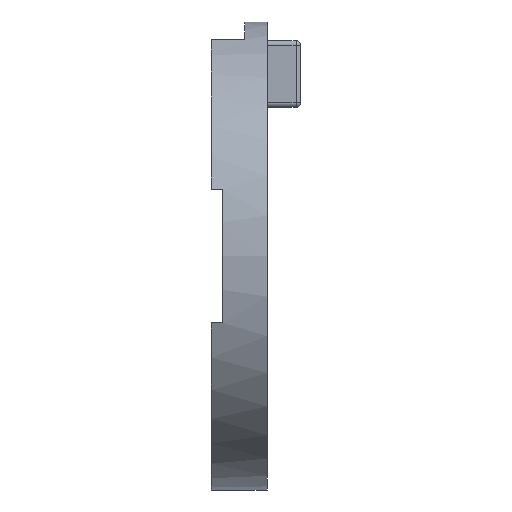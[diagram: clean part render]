
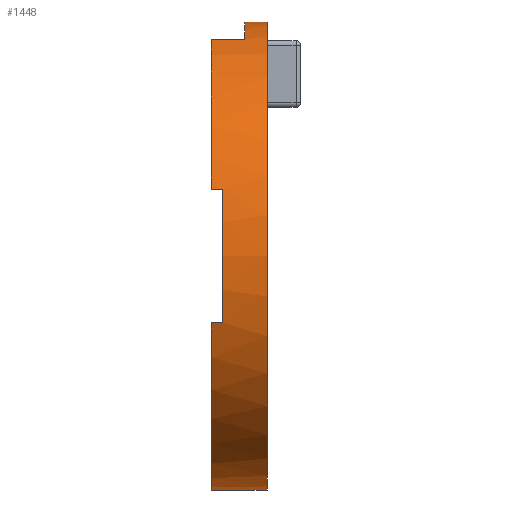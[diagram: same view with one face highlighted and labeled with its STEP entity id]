
A CAD part, left-side view. The second image highlights one B-rep face of the part: STEP entity #1448.
In plain terms, the highlighted cylindrical face has radius 10.5 mm (diameter 21 mm), a partial arc.
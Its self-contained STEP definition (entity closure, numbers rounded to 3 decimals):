
#5 = CARTESIAN_POINT ( 'NONE',  ( 0., 2.5, 0. ) ) ;
#8 = ORIENTED_EDGE ( 'NONE', *, *, #238, .F. ) ;
#46 = DIRECTION ( 'NONE',  ( 0., 0., 1. ) ) ;
#66 = CARTESIAN_POINT ( 'NONE',  ( -10.062, 2.5, -3. ) ) ;
#84 = LINE ( 'NONE', #245, #2159 ) ;
#90 = LINE ( 'NONE', #959, #1995 ) ;
#93 = AXIS2_PLACEMENT_3D ( 'NONE', #316, #2390, #536 ) ;
#119 = EDGE_LOOP ( 'NONE', ( #1114, #8, #1437, #785, #1319, #368, #373, #1002, #634, #471 ) ) ;
#143 = VERTEX_POINT ( 'NONE', #1134 ) ;
#158 = AXIS2_PLACEMENT_3D ( 'NONE', #1408, #2284, #46 ) ;
#198 = DIRECTION ( 'NONE',  ( 0., 1., 0. ) ) ;
#223 = VERTEX_POINT ( 'NONE', #1118 ) ;
#238 = EDGE_CURVE ( 'NONE', #223, #1285, #397, .T. ) ;
#245 = CARTESIAN_POINT ( 'NONE',  ( 0., 2.5, -10.5 ) ) ;
#288 = CIRCLE ( 'NONE', #1222, 10.5 ) ;
#316 = CARTESIAN_POINT ( 'NONE',  ( 0., 2.5, 0. ) ) ;
#368 = ORIENTED_EDGE ( 'NONE', *, *, #1740, .T. ) ;
#372 = CARTESIAN_POINT ( 'NONE',  ( -10.062, 2.5, 3. ) ) ;
#373 = ORIENTED_EDGE ( 'NONE', *, *, #1185, .T. ) ;
#393 = DIRECTION ( 'NONE',  ( 0., 0., 1. ) ) ;
#397 = CIRCLE ( 'NONE', #650, 10.5 ) ;
#429 = DIRECTION ( 'NONE',  ( 0., 0., -1. ) ) ;
#471 = ORIENTED_EDGE ( 'NONE', *, *, #887, .T. ) ;
#519 = VERTEX_POINT ( 'NONE', #1637 ) ;
#536 = DIRECTION ( 'NONE',  ( 0., 0., 1. ) ) ;
#623 = DIRECTION ( 'NONE',  ( 0., 0., 1. ) ) ;
#634 = ORIENTED_EDGE ( 'NONE', *, *, #1728, .T. ) ;
#650 = AXIS2_PLACEMENT_3D ( 'NONE', #944, #1874, #623 ) ;
#750 = EDGE_CURVE ( 'NONE', #223, #773, #90, .T. ) ;
#766 = LINE ( 'NONE', #372, #1217 ) ;
#773 = VERTEX_POINT ( 'NONE', #2459 ) ;
#785 = ORIENTED_EDGE ( 'NONE', *, *, #1924, .F. ) ;
#887 = EDGE_CURVE ( 'NONE', #1158, #2419, #2166, .T. ) ;
#907 = CARTESIAN_POINT ( 'NONE',  ( -10.062, 2.5, 3. ) ) ;
#912 = DIRECTION ( 'NONE',  ( 0., 1., 0. ) ) ;
#916 = LINE ( 'NONE', #1996, #2077 ) ;
#944 = CARTESIAN_POINT ( 'NONE',  ( 0., 1., 0. ) ) ;
#959 = CARTESIAN_POINT ( 'NONE',  ( -4., 1., 9.708 ) ) ;
#976 = DIRECTION ( 'NONE',  ( 0., -1., 0. ) ) ;
#996 = AXIS2_PLACEMENT_3D ( 'NONE', #1522, #2233, #1872 ) ;
#1002 = ORIENTED_EDGE ( 'NONE', *, *, #2163, .F. ) ;
#1042 = VERTEX_POINT ( 'NONE', #66 ) ;
#1082 = DIRECTION ( 'NONE',  ( 0., -1., 0. ) ) ;
#1091 = CARTESIAN_POINT ( 'NONE',  ( 0., 0., -10.5 ) ) ;
#1114 = ORIENTED_EDGE ( 'NONE', *, *, #1957, .F. ) ;
#1116 = CIRCLE ( 'NONE', #2126, 10.5 ) ;
#1118 = CARTESIAN_POINT ( 'NONE',  ( -4., 1., 9.708 ) ) ;
#1134 = CARTESIAN_POINT ( 'NONE',  ( -10.062, 2., 3. ) ) ;
#1158 = VERTEX_POINT ( 'NONE', #1091 ) ;
#1185 = EDGE_CURVE ( 'NONE', #2065, #1042, #916, .T. ) ;
#1205 = DIRECTION ( 'NONE',  ( 0., -1., 0. ) ) ;
#1217 = VECTOR ( 'NONE', #976, 1000. ) ;
#1222 = AXIS2_PLACEMENT_3D ( 'NONE', #1962, #1205, #429 ) ;
#1234 = LINE ( 'NONE', #1478, #2451 ) ;
#1285 = VERTEX_POINT ( 'NONE', #1473 ) ;
#1319 = ORIENTED_EDGE ( 'NONE', *, *, #1466, .T. ) ;
#1355 = CARTESIAN_POINT ( 'NONE',  ( -10.062, 2., -3. ) ) ;
#1387 = CARTESIAN_POINT ( 'NONE',  ( 0., 0., 10.5 ) ) ;
#1408 = CARTESIAN_POINT ( 'NONE',  ( 0., 0., 0. ) ) ;
#1437 = ORIENTED_EDGE ( 'NONE', *, *, #750, .T. ) ;
#1448 = ADVANCED_FACE ( 'NONE', ( #2307 ), #1513, .T. ) ;
#1466 = EDGE_CURVE ( 'NONE', #2240, #143, #766, .T. ) ;
#1473 = CARTESIAN_POINT ( 'NONE',  ( 0., 1., 10.5 ) ) ;
#1478 = CARTESIAN_POINT ( 'NONE',  ( 0., 2.5, 10.5 ) ) ;
#1513 = CYLINDRICAL_SURFACE ( 'NONE', #996, 10.5 ) ;
#1522 = CARTESIAN_POINT ( 'NONE',  ( 0., 2.5, 0. ) ) ;
#1637 = CARTESIAN_POINT ( 'NONE',  ( 0., 2.5, -10.5 ) ) ;
#1639 = CIRCLE ( 'NONE', #93, 10.5 ) ;
#1728 = EDGE_CURVE ( 'NONE', #519, #1158, #84, .T. ) ;
#1740 = EDGE_CURVE ( 'NONE', #143, #2065, #288, .T. ) ;
#1872 = DIRECTION ( 'NONE',  ( 0., 0., -1. ) ) ;
#1874 = DIRECTION ( 'NONE',  ( 0., 1., 0. ) ) ;
#1924 = EDGE_CURVE ( 'NONE', #2240, #773, #1639, .T. ) ;
#1950 = DIRECTION ( 'NONE',  ( 0., -1., 0. ) ) ;
#1957 = EDGE_CURVE ( 'NONE', #1285, #2419, #1234, .T. ) ;
#1962 = CARTESIAN_POINT ( 'NONE',  ( 0., 2., 0. ) ) ;
#1995 = VECTOR ( 'NONE', #2266, 1000. ) ;
#1996 = CARTESIAN_POINT ( 'NONE',  ( -10.062, 2.5, -3. ) ) ;
#2065 = VERTEX_POINT ( 'NONE', #1355 ) ;
#2077 = VECTOR ( 'NONE', #912, 1000. ) ;
#2126 = AXIS2_PLACEMENT_3D ( 'NONE', #5, #198, #393 ) ;
#2159 = VECTOR ( 'NONE', #1950, 1000. ) ;
#2163 = EDGE_CURVE ( 'NONE', #519, #1042, #1116, .T. ) ;
#2166 = CIRCLE ( 'NONE', #158, 10.5 ) ;
#2233 = DIRECTION ( 'NONE',  ( 0., -1., 0. ) ) ;
#2240 = VERTEX_POINT ( 'NONE', #907 ) ;
#2266 = DIRECTION ( 'NONE',  ( 0., 1., 0. ) ) ;
#2284 = DIRECTION ( 'NONE',  ( 0., 1., 0. ) ) ;
#2307 = FACE_OUTER_BOUND ( 'NONE', #119, .T. ) ;
#2390 = DIRECTION ( 'NONE',  ( 0., 1., 0. ) ) ;
#2419 = VERTEX_POINT ( 'NONE', #1387 ) ;
#2451 = VECTOR ( 'NONE', #1082, 1000. ) ;
#2459 = CARTESIAN_POINT ( 'NONE',  ( -4., 2.5, 9.708 ) ) ;
